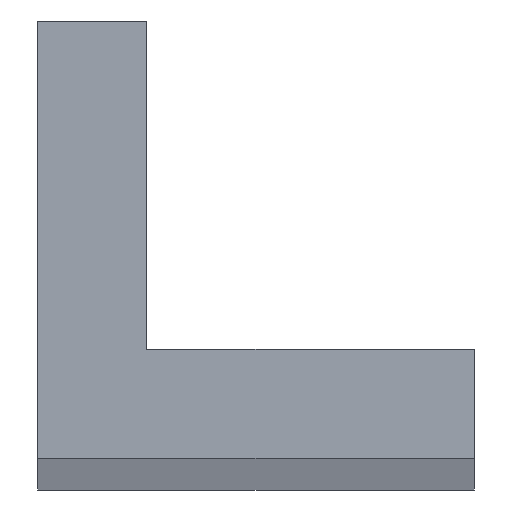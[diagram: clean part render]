
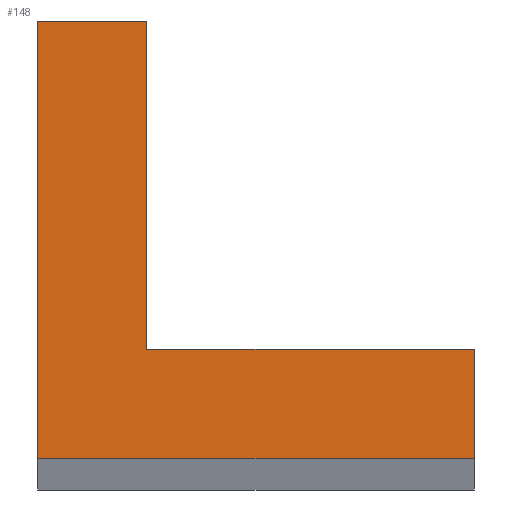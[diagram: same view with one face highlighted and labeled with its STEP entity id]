
A CAD part, top view. The second image highlights one B-rep face of the part: STEP entity #148.
In plain terms, the highlighted planar face has unit normal (0, 0, 1).
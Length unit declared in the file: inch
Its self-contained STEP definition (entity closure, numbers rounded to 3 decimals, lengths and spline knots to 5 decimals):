
#22=FACE_OUTER_BOUND('',#30,.T.);
#30=EDGE_LOOP('',(#127,#128,#129,#130,#131,#132));
#38=LINE('',#219,#56);
#40=LINE('',#223,#58);
#42=LINE('',#227,#60);
#44=LINE('',#231,#62);
#46=LINE('',#235,#64);
#48=LINE('',#238,#66);
#56=VECTOR('',#178,1.);
#58=VECTOR('',#182,1.);
#60=VECTOR('',#186,0.25);
#62=VECTOR('',#190,0.75);
#64=VECTOR('',#194,0.75);
#66=VECTOR('',#198,0.25);
#73=VERTEX_POINT('',#216);
#74=VERTEX_POINT('',#218);
#75=VERTEX_POINT('',#222);
#76=VERTEX_POINT('',#226);
#77=VERTEX_POINT('',#230);
#78=VERTEX_POINT('',#234);
#86=EDGE_CURVE('',#73,#74,#38,.T.);
#88=EDGE_CURVE('',#74,#75,#40,.T.);
#90=EDGE_CURVE('',#75,#76,#42,.T.);
#92=EDGE_CURVE('',#76,#77,#44,.T.);
#94=EDGE_CURVE('',#77,#78,#46,.T.);
#96=EDGE_CURVE('',#78,#73,#48,.T.);
#127=ORIENTED_EDGE('',*,*,#86,.F.);
#128=ORIENTED_EDGE('',*,*,#96,.F.);
#129=ORIENTED_EDGE('',*,*,#94,.F.);
#130=ORIENTED_EDGE('',*,*,#92,.F.);
#131=ORIENTED_EDGE('',*,*,#90,.F.);
#132=ORIENTED_EDGE('',*,*,#88,.F.);
#140=PLANE('',#164);
#148=ADVANCED_FACE('',(#22),#140,.T.);
#164=AXIS2_PLACEMENT_3D('',#239,#199,#200);
#178=DIRECTION('',(-1.,0.,0.));
#182=DIRECTION('',(0.,1.,0.));
#186=DIRECTION('',(1.,0.,0.));
#190=DIRECTION('',(0.,-1.,0.));
#194=DIRECTION('',(1.,0.,0.));
#198=DIRECTION('',(0.,-1.,0.));
#199=DIRECTION('center_axis',(0.,0.,1.));
#200=DIRECTION('ref_axis',(1.,0.,0.));
#216=CARTESIAN_POINT('',(1.,0.,42.));
#218=CARTESIAN_POINT('',(0.,0.,42.));
#219=CARTESIAN_POINT('',(1.,0.,42.));
#222=CARTESIAN_POINT('',(0.,1.,42.));
#223=CARTESIAN_POINT('',(0.,0.,42.));
#226=CARTESIAN_POINT('',(0.25,1.,42.));
#227=CARTESIAN_POINT('',(0.,1.,42.));
#230=CARTESIAN_POINT('',(0.25,0.25,42.));
#231=CARTESIAN_POINT('',(0.25,1.,42.));
#234=CARTESIAN_POINT('',(1.,0.25,42.));
#235=CARTESIAN_POINT('',(0.25,0.25,42.));
#238=CARTESIAN_POINT('',(1.,0.25,42.));
#239=CARTESIAN_POINT('Origin',(0.,0.,42.));
